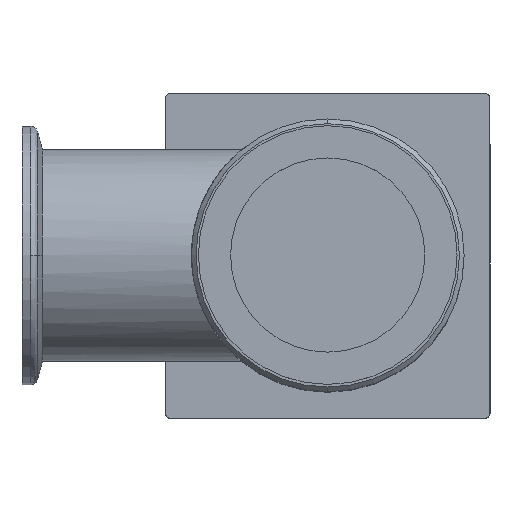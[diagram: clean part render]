
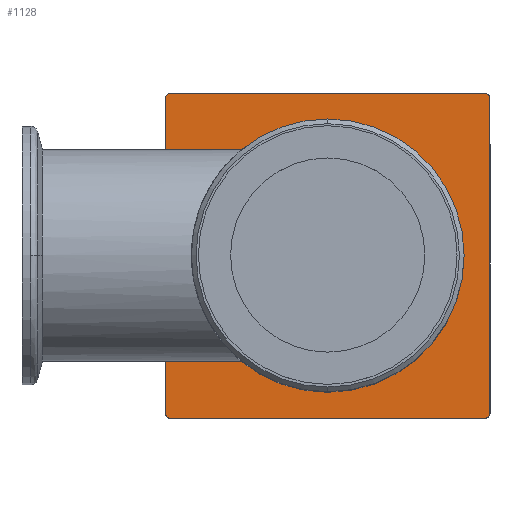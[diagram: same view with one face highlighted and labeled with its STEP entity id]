
A CAD part, top view. The second image highlights one B-rep face of the part: STEP entity #1128.
In plain terms, the highlighted planar face has unit normal (0, 0, 1).
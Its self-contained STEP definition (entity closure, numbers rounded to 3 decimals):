
#44 = ORIENTED_EDGE ( 'NONE', *, *, #8403, .F. ) ;
#268 = CARTESIAN_POINT ( 'NONE',  ( 33.5, -33.5, -37.2 ) ) ;
#311 = ORIENTED_EDGE ( 'NONE', *, *, #7928, .F. ) ;
#481 = CARTESIAN_POINT ( 'NONE',  ( 0., 0., -37.2 ) ) ;
#603 = DIRECTION ( 'NONE',  ( 1., 0., 0. ) ) ;
#608 = CARTESIAN_POINT ( 'NONE',  ( -33.5, -34.5, -37.2 ) ) ;
#760 = EDGE_LOOP ( 'NONE', ( #10353, #1383, #311, #5054, #8499, #1620, #44, #9819 ) ) ;
#833 = EDGE_CURVE ( 'NONE', #3151, #3367, #4779, .T. ) ;
#1093 = DIRECTION ( 'NONE',  ( 1., 0., 0. ) ) ;
#1128 = ADVANCED_FACE ( 'NONE', ( #1948, #8552 ), #2228, .T. ) ;
#1315 = DIRECTION ( 'NONE',  ( 1., 0., 0. ) ) ;
#1329 = CARTESIAN_POINT ( 'NONE',  ( 33.5, 34.5, -37.2 ) ) ;
#1345 = VECTOR ( 'NONE', #9900, 1000. ) ;
#1383 = ORIENTED_EDGE ( 'NONE', *, *, #833, .T. ) ;
#1508 = DIRECTION ( 'NONE',  ( 0., 1., 0. ) ) ;
#1608 = VERTEX_POINT ( 'NONE', #2542 ) ;
#1620 = ORIENTED_EDGE ( 'NONE', *, *, #6990, .T. ) ;
#1948 = FACE_BOUND ( 'NONE', #10427, .T. ) ;
#2228 = PLANE ( 'NONE',  #7368 ) ;
#2259 = CARTESIAN_POINT ( 'NONE',  ( 0., 0., -37.2 ) ) ;
#2542 = CARTESIAN_POINT ( 'NONE',  ( 33.5, -34.5, -37.2 ) ) ;
#2560 = ORIENTED_EDGE ( 'NONE', *, *, #8536, .F. ) ;
#2636 = CIRCLE ( 'NONE', #5458, 1. ) ;
#2646 = CARTESIAN_POINT ( 'NONE',  ( -33.5, -33.5, -37.2 ) ) ;
#2863 = DIRECTION ( 'NONE',  ( 0., 0., -1. ) ) ;
#2973 = CIRCLE ( 'NONE', #6876, 1. ) ;
#3075 = DIRECTION ( 'NONE',  ( 1., 0., 0. ) ) ;
#3151 = VERTEX_POINT ( 'NONE', #7932 ) ;
#3230 = CARTESIAN_POINT ( 'NONE',  ( -34.5, -33.5, -37.2 ) ) ;
#3307 = LINE ( 'NONE', #3984, #5512 ) ;
#3367 = VERTEX_POINT ( 'NONE', #3230 ) ;
#3469 = DIRECTION ( 'NONE',  ( 1., 0., 0. ) ) ;
#3737 = VECTOR ( 'NONE', #5146, 1000. ) ;
#3971 = DIRECTION ( 'NONE',  ( 0., 0., -1. ) ) ;
#3984 = CARTESIAN_POINT ( 'NONE',  ( 34.5, 0., -37.2 ) ) ;
#3985 = CARTESIAN_POINT ( 'NONE',  ( -34.5, 0., -37.2 ) ) ;
#4215 = VERTEX_POINT ( 'NONE', #608 ) ;
#4289 = AXIS2_PLACEMENT_3D ( 'NONE', #7844, #2863, #8681 ) ;
#4336 = CARTESIAN_POINT ( 'NONE',  ( 34.5, 33.5, -37.2 ) ) ;
#4455 = ORIENTED_EDGE ( 'NONE', *, *, #8204, .F. ) ;
#4638 = AXIS2_PLACEMENT_3D ( 'NONE', #10526, #5559, #603 ) ;
#4736 = VERTEX_POINT ( 'NONE', #1329 ) ;
#4779 = LINE ( 'NONE', #3985, #9095 ) ;
#5004 = VERTEX_POINT ( 'NONE', #6675 ) ;
#5054 = ORIENTED_EDGE ( 'NONE', *, *, #10485, .T. ) ;
#5146 = DIRECTION ( 'NONE',  ( 1., 0., 0. ) ) ;
#5147 = CIRCLE ( 'NONE', #10072, 1. ) ;
#5422 = CARTESIAN_POINT ( 'NONE',  ( -29., 0., -37.2 ) ) ;
#5458 = AXIS2_PLACEMENT_3D ( 'NONE', #2646, #8449, #3469 ) ;
#5512 = VECTOR ( 'NONE', #1508, 1000. ) ;
#5559 = DIRECTION ( 'NONE',  ( 0., 0., 1. ) ) ;
#6044 = DIRECTION ( 'NONE',  ( 0., 0., -1. ) ) ;
#6265 = DIRECTION ( 'NONE',  ( 0., 0., 1. ) ) ;
#6675 = CARTESIAN_POINT ( 'NONE',  ( 29., 0., -37.2 ) ) ;
#6876 = AXIS2_PLACEMENT_3D ( 'NONE', #268, #6044, #1093 ) ;
#6983 = VERTEX_POINT ( 'NONE', #7302 ) ;
#6990 = EDGE_CURVE ( 'NONE', #8760, #8020, #3307, .T. ) ;
#7302 = CARTESIAN_POINT ( 'NONE',  ( -33.5, 34.5, -37.2 ) ) ;
#7368 = AXIS2_PLACEMENT_3D ( 'NONE', #2259, #8061, #3075 ) ;
#7581 = CARTESIAN_POINT ( 'NONE',  ( 0., -34.5, -37.2 ) ) ;
#7606 = CIRCLE ( 'NONE', #4638, 29. ) ;
#7844 = CARTESIAN_POINT ( 'NONE',  ( 33.5, 33.5, -37.2 ) ) ;
#7928 = EDGE_CURVE ( 'NONE', #4215, #3367, #2636, .T. ) ;
#7932 = CARTESIAN_POINT ( 'NONE',  ( -34.5, 33.5, -37.2 ) ) ;
#7955 = LINE ( 'NONE', #9078, #1345 ) ;
#8020 = VERTEX_POINT ( 'NONE', #4336 ) ;
#8061 = DIRECTION ( 'NONE',  ( 0., 0., 1. ) ) ;
#8204 = EDGE_CURVE ( 'NONE', #5004, #8229, #9251, .T. ) ;
#8229 = VERTEX_POINT ( 'NONE', #5422 ) ;
#8321 = EDGE_CURVE ( 'NONE', #3151, #6983, #5147, .T. ) ;
#8403 = EDGE_CURVE ( 'NONE', #4736, #8020, #8516, .T. ) ;
#8449 = DIRECTION ( 'NONE',  ( 0., 0., -1. ) ) ;
#8499 = ORIENTED_EDGE ( 'NONE', *, *, #10539, .F. ) ;
#8516 = CIRCLE ( 'NONE', #4289, 1. ) ;
#8536 = EDGE_CURVE ( 'NONE', #8229, #5004, #7606, .T. ) ;
#8552 = FACE_OUTER_BOUND ( 'NONE', #760, .T. ) ;
#8681 = DIRECTION ( 'NONE',  ( 1., 0., 0. ) ) ;
#8760 = VERTEX_POINT ( 'NONE', #9944 ) ;
#8963 = CARTESIAN_POINT ( 'NONE',  ( -33.5, 33.5, -37.2 ) ) ;
#9078 = CARTESIAN_POINT ( 'NONE',  ( 0., 34.5, -37.2 ) ) ;
#9095 = VECTOR ( 'NONE', #9804, 1000. ) ;
#9162 = AXIS2_PLACEMENT_3D ( 'NONE', #481, #6265, #1315 ) ;
#9251 = CIRCLE ( 'NONE', #9162, 29. ) ;
#9568 = EDGE_CURVE ( 'NONE', #4736, #6983, #7955, .T. ) ;
#9789 = DIRECTION ( 'NONE',  ( 1., 0., 0. ) ) ;
#9804 = DIRECTION ( 'NONE',  ( 0., -1., 0. ) ) ;
#9819 = ORIENTED_EDGE ( 'NONE', *, *, #9568, .T. ) ;
#9900 = DIRECTION ( 'NONE',  ( -1., 0., 0. ) ) ;
#9944 = CARTESIAN_POINT ( 'NONE',  ( 34.5, -33.5, -37.2 ) ) ;
#10072 = AXIS2_PLACEMENT_3D ( 'NONE', #8963, #3971, #9789 ) ;
#10353 = ORIENTED_EDGE ( 'NONE', *, *, #8321, .F. ) ;
#10369 = LINE ( 'NONE', #7581, #3737 ) ;
#10427 = EDGE_LOOP ( 'NONE', ( #4455, #2560 ) ) ;
#10485 = EDGE_CURVE ( 'NONE', #4215, #1608, #10369, .T. ) ;
#10526 = CARTESIAN_POINT ( 'NONE',  ( 0., 0., -37.2 ) ) ;
#10539 = EDGE_CURVE ( 'NONE', #8760, #1608, #2973, .T. ) ;
